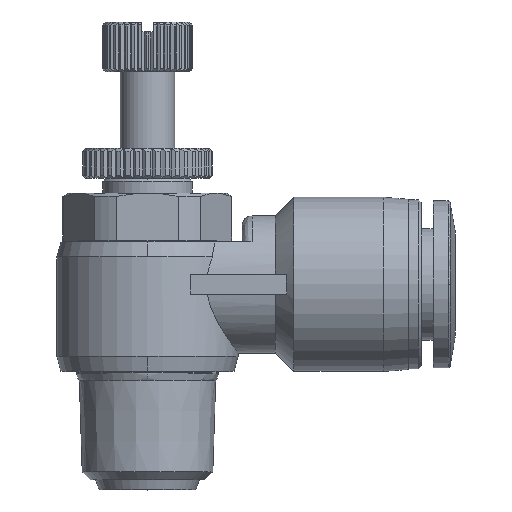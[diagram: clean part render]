
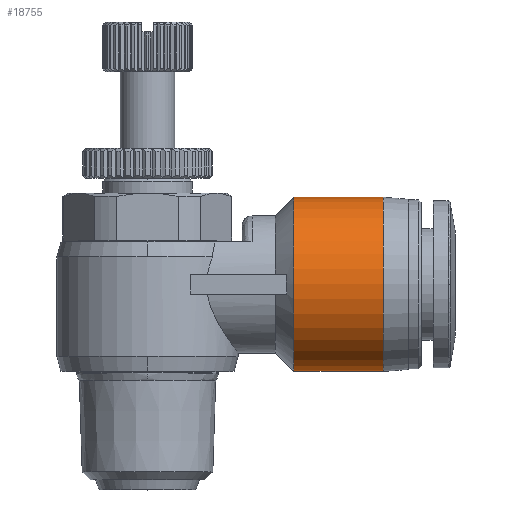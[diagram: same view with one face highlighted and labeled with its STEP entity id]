
A CAD part, top view. The second image highlights one B-rep face of the part: STEP entity #18755.
In plain terms, the highlighted cylindrical face has radius 8.75 mm (diameter 17.5 mm), a partial arc.
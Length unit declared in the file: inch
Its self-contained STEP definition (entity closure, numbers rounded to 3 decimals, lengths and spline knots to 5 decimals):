
#786 = CARTESIAN_POINT ( 'NONE',  ( 0.93307, 1.15748, 0. ) ) ;
#798 = DIRECTION ( 'NONE',  ( -1., 0., 0. ) ) ;
#1514 = DIRECTION ( 'NONE',  ( 0., -1., 0. ) ) ;
#1949 = EDGE_CURVE ( 'NONE', #13002, #8014, #7371, .T. ) ;
#2683 = EDGE_LOOP ( 'NONE', ( #15669, #7731, #16865, #5943 ) ) ;
#2807 = LINE ( 'NONE', #11998, #19335 ) ;
#3037 = CARTESIAN_POINT ( 'NONE',  ( 0.93307, 0.4685, 0. ) ) ;
#3109 = VECTOR ( 'NONE', #14158, 39.37008 ) ;
#3296 = CARTESIAN_POINT ( 'NONE',  ( 0.75591, 0.81299, 0. ) ) ;
#3356 = DIRECTION ( 'NONE',  ( 0., -1., 0. ) ) ;
#4236 = VERTEX_POINT ( 'NONE', #5631 ) ;
#4976 = EDGE_CURVE ( 'NONE', #20116, #13002, #5166, .T. ) ;
#5166 = CIRCLE ( 'NONE', #16836, 0.34449 ) ;
#5631 = CARTESIAN_POINT ( 'NONE',  ( 0.57874, 1.15748, 0. ) ) ;
#5943 = ORIENTED_EDGE ( 'NONE', *, *, #1949, .F. ) ;
#6736 = CARTESIAN_POINT ( 'NONE',  ( 0.93307, 0.81299, 0. ) ) ;
#7371 = LINE ( 'NONE', #9447, #3109 ) ;
#7731 = ORIENTED_EDGE ( 'NONE', *, *, #15557, .T. ) ;
#8014 = VERTEX_POINT ( 'NONE', #15676 ) ;
#8052 = EDGE_CURVE ( 'NONE', #4236, #8014, #8847, .T. ) ;
#8342 = DIRECTION ( 'NONE',  ( 0., -1., 0. ) ) ;
#8847 = CIRCLE ( 'NONE', #10451, 0.34449 ) ;
#9447 = CARTESIAN_POINT ( 'NONE',  ( 0.75591, 0.4685, 0. ) ) ;
#10451 = AXIS2_PLACEMENT_3D ( 'NONE', #20666, #11134, #1514 ) ;
#11134 = DIRECTION ( 'NONE',  ( 1., 0., 0. ) ) ;
#11998 = CARTESIAN_POINT ( 'NONE',  ( 0.75591, 1.15748, 0. ) ) ;
#12968 = DIRECTION ( 'NONE',  ( -1., 0., 0. ) ) ;
#13002 = VERTEX_POINT ( 'NONE', #3037 ) ;
#14158 = DIRECTION ( 'NONE',  ( -1., 0., 0. ) ) ;
#15557 = EDGE_CURVE ( 'NONE', #20116, #4236, #2807, .T. ) ;
#15669 = ORIENTED_EDGE ( 'NONE', *, *, #4976, .F. ) ;
#15676 = CARTESIAN_POINT ( 'NONE',  ( 0.57874, 0.4685, 0. ) ) ;
#16836 = AXIS2_PLACEMENT_3D ( 'NONE', #6736, #17882, #8342 ) ;
#16865 = ORIENTED_EDGE ( 'NONE', *, *, #8052, .T. ) ;
#16873 = AXIS2_PLACEMENT_3D ( 'NONE', #3296, #12968, #3356 ) ;
#17513 = FACE_OUTER_BOUND ( 'NONE', #2683, .T. ) ;
#17882 = DIRECTION ( 'NONE',  ( 1., 0., 0. ) ) ;
#18755 = ADVANCED_FACE ( 'NONE', ( #17513 ), #19286, .T. ) ;
#19286 = CYLINDRICAL_SURFACE ( 'NONE', #16873, 0.34449 ) ;
#19335 = VECTOR ( 'NONE', #798, 39.37008 ) ;
#20116 = VERTEX_POINT ( 'NONE', #786 ) ;
#20666 = CARTESIAN_POINT ( 'NONE',  ( 0.57874, 0.81299, 0. ) ) ;
